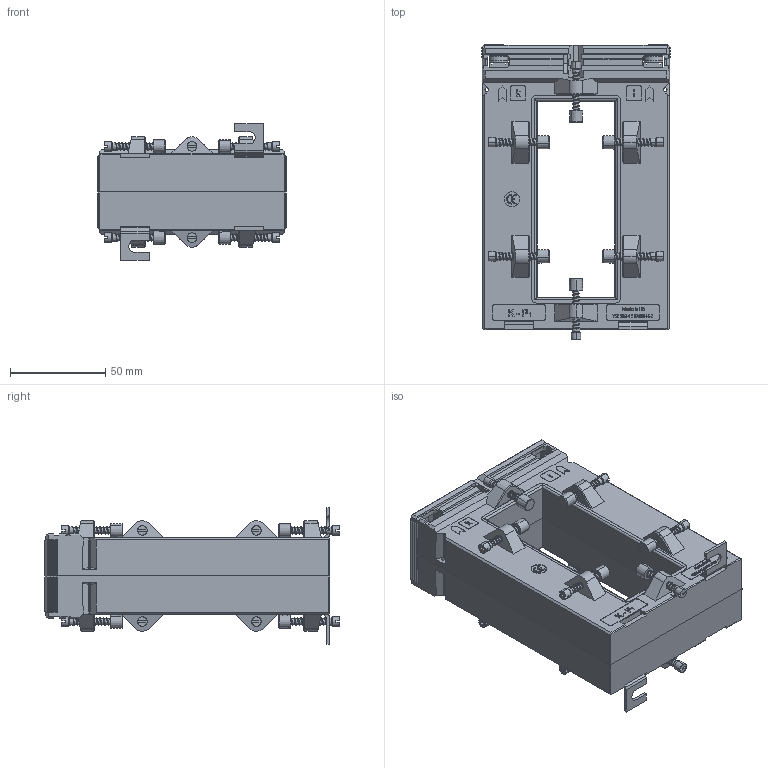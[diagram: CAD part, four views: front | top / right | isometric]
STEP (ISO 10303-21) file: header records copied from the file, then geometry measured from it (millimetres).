
FILE_DESCRIPTION (( 'STEP AP214' ), '1' );
FILE_NAME ('ASK103.41_komplett.STEP', '2012-01-13T07:40:35', ( 'User' ), ( 'EnDeCo GmbH' ), 'SwSTEP 2.0', 'SolidWorks 2010', '' );
FILE_SCHEMA (( 'AUTOMOTIVE_DESIGN' ));
Length unit declared in the file: millimetre
Products named in the file (11): ASK103.41_Gehäuseschale_Seite 1; ASK103.41_Gehäuseschale_Seite 2; Klemme_komplett; Klemme_l=35_WN-003_02; Linsenschraube DIN 7985 4.8 VZ M 5 x 10; Scheibe DIN 125 ST 5,3; ASK103.41_Klappe; Fusswinkel_1,5; Plastite_Schraube_30_mit-Gewinde; Isolierschutzkappe; ASK103.41_komplett
Assembly tree (37 placements, depth 3):
  ASK103.41_komplett
    Plastite_Schraube_30_mit-Gewinde  x12
    Isolierschutzkappe  x12
    ASK103.41_Gehäuseschale_Seite 1
    ASK103.41_Klappe  x2
    ASK103.41_Gehäuseschale_Seite 2
    Klemme_komplett  x2
      Linsenschraube DIN 7985 4.8 VZ M 5 x 10
      Scheibe DIN 125 ST 5,3
      Klemme_l=35_WN-003_02
    Fusswinkel_1,5  x2
Bounding box: 99 x 155 x 72 mm (x, y, z)
Volume: 422272.9 mm3; surface area: 101594.9 mm2
Topology: 40 solids, 40 shells, 2440 faces, 6346 edges, 4106 vertices
Faces by surface type: plane 1360, cylinder 592, bspline 294, cone 170, sphere 16, torus 8
Entity records: 67168 total; most frequent: CARTESIAN_POINT 28747, ORIENTED_EDGE 8490, DIRECTION 6618, EDGE_CURVE 4245, VECTOR 3240, LINE 3240, VERTEX_POINT 2790, EDGE_LOOP 1745
